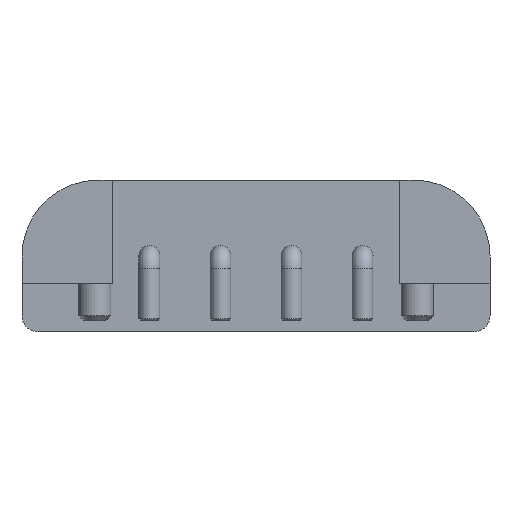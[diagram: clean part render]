
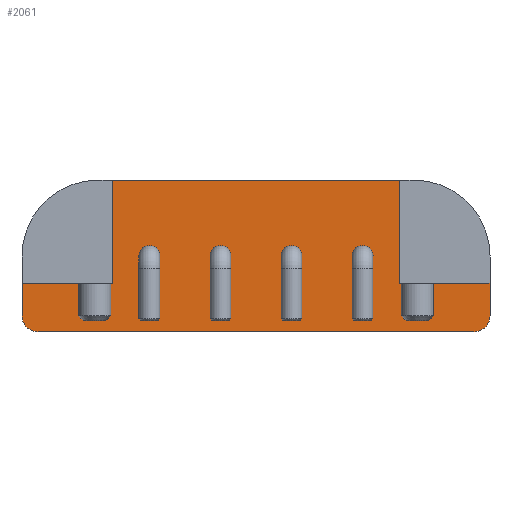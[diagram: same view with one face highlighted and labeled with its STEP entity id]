
A CAD part, front view. The second image highlights one B-rep face of the part: STEP entity #2061.
In plain terms, the highlighted planar face has unit normal (0, -1, 0).
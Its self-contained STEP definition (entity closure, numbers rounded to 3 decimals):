
#80=FACE_BOUND('',#488,.T.);
#81=FACE_BOUND('',#489,.T.);
#82=FACE_BOUND('',#490,.T.);
#83=FACE_BOUND('',#491,.T.);
#144=PLANE('',#2367);
#323=FACE_OUTER_BOUND('',#487,.T.);
#487=EDGE_LOOP('',(#1871,#1872,#1873,#1874,#1875,#1876,#1877,#1878,#1879,
#1880));
#488=EDGE_LOOP('',(#1881));
#489=EDGE_LOOP('',(#1882));
#490=EDGE_LOOP('',(#1883));
#491=EDGE_LOOP('',(#1884));
#617=LINE('',#3699,#763);
#620=LINE('',#3705,#766);
#627=LINE('',#3721,#773);
#630=LINE('',#3727,#776);
#637=LINE('',#3738,#783);
#639=LINE('',#3744,#785);
#640=LINE('',#3748,#786);
#641=LINE('',#3749,#787);
#763=VECTOR('',#2999,1000.);
#766=VECTOR('',#3004,1000.);
#773=VECTOR('',#3017,1000.);
#776=VECTOR('',#3022,1000.);
#783=VECTOR('',#3033,1000.);
#785=VECTOR('',#3041,1000.);
#786=VECTOR('',#3048,1000.);
#787=VECTOR('',#3049,1000.);
#875=CIRCLE('',#2284,0.325);
#877=CIRCLE('',#2288,0.325);
#879=CIRCLE('',#2292,0.325);
#881=CIRCLE('',#2296,0.325);
#913=CIRCLE('',#2368,0.5);
#914=CIRCLE('',#2369,0.5);
#1016=VERTEX_POINT('',#3534);
#1018=VERTEX_POINT('',#3541);
#1020=VERTEX_POINT('',#3548);
#1022=VERTEX_POINT('',#3555);
#1067=VERTEX_POINT('',#3696);
#1068=VERTEX_POINT('',#3698);
#1069=VERTEX_POINT('',#3702);
#1070=VERTEX_POINT('',#3704);
#1076=VERTEX_POINT('',#3720);
#1077=VERTEX_POINT('',#3725);
#1078=VERTEX_POINT('',#3726);
#1079=VERTEX_POINT('',#3732);
#1080=VERTEX_POINT('',#3736);
#1081=VERTEX_POINT('',#3742);
#1251=EDGE_CURVE('',#1016,#1016,#875,.T.);
#1254=EDGE_CURVE('',#1018,#1018,#877,.T.);
#1257=EDGE_CURVE('',#1020,#1020,#879,.T.);
#1260=EDGE_CURVE('',#1022,#1022,#881,.T.);
#1327=EDGE_CURVE('',#1068,#1067,#617,.T.);
#1330=EDGE_CURVE('',#1070,#1069,#620,.T.);
#1338=EDGE_CURVE('',#1076,#1068,#627,.T.);
#1341=EDGE_CURVE('',#1077,#1078,#630,.T.);
#1348=EDGE_CURVE('',#1080,#1079,#637,.T.);
#1350=EDGE_CURVE('',#1081,#1070,#639,.T.);
#1351=EDGE_CURVE('',#1069,#1077,#913,.T.);
#1352=EDGE_CURVE('',#1078,#1076,#914,.T.);
#1353=EDGE_CURVE('',#1079,#1067,#640,.T.);
#1354=EDGE_CURVE('',#1080,#1081,#641,.T.);
#1871=ORIENTED_EDGE('',*,*,#1330,.T.);
#1872=ORIENTED_EDGE('',*,*,#1351,.T.);
#1873=ORIENTED_EDGE('',*,*,#1341,.T.);
#1874=ORIENTED_EDGE('',*,*,#1352,.T.);
#1875=ORIENTED_EDGE('',*,*,#1338,.T.);
#1876=ORIENTED_EDGE('',*,*,#1327,.T.);
#1877=ORIENTED_EDGE('',*,*,#1353,.F.);
#1878=ORIENTED_EDGE('',*,*,#1348,.F.);
#1879=ORIENTED_EDGE('',*,*,#1354,.T.);
#1880=ORIENTED_EDGE('',*,*,#1350,.T.);
#1881=ORIENTED_EDGE('',*,*,#1251,.T.);
#1882=ORIENTED_EDGE('',*,*,#1254,.T.);
#1883=ORIENTED_EDGE('',*,*,#1257,.T.);
#1884=ORIENTED_EDGE('',*,*,#1260,.T.);
#2061=ADVANCED_FACE('',(#323,#80,#81,#82,#83),#144,.T.);
#2284=AXIS2_PLACEMENT_3D('',#3535,#2814,#2815);
#2288=AXIS2_PLACEMENT_3D('',#3542,#2823,#2824);
#2292=AXIS2_PLACEMENT_3D('',#3549,#2832,#2833);
#2296=AXIS2_PLACEMENT_3D('',#3556,#2841,#2842);
#2367=AXIS2_PLACEMENT_3D('',#3745,#3042,#3043);
#2368=AXIS2_PLACEMENT_3D('',#3746,#3044,#3045);
#2369=AXIS2_PLACEMENT_3D('',#3747,#3046,#3047);
#2814=DIRECTION('center_axis',(0.,1.,0.));
#2815=DIRECTION('ref_axis',(0.,0.,
1.));
#2823=DIRECTION('center_axis',(0.,1.,0.));
#2824=DIRECTION('ref_axis',(0.,0.,
1.));
#2832=DIRECTION('center_axis',(0.,1.,0.));
#2833=DIRECTION('ref_axis',(0.,0.,
1.));
#2841=DIRECTION('center_axis',(0.,1.,0.));
#2842=DIRECTION('ref_axis',(0.,0.,
1.));
#2999=DIRECTION('',(-1.,0.,0.));
#3004=DIRECTION('',(0.,0.,-1.));
#3017=DIRECTION('',(0.,0.,1.));
#3022=DIRECTION('',(1.,0.,0.));
#3033=DIRECTION('',(1.,0.,0.));
#3041=DIRECTION('',(-1.,0.,0.));
#3042=DIRECTION('center_axis',(0.,-1.,0.));
#3043=DIRECTION('ref_axis',(1.,0.,0.));
#3044=DIRECTION('center_axis',(0.,-1.,0.));
#3045=DIRECTION('ref_axis',(1.,0.,0.));
#3046=DIRECTION('center_axis',(0.,-1.,0.));
#3047=DIRECTION('ref_axis',(1.,0.,0.));
#3048=DIRECTION('',(0.,0.,-1.));
#3049=DIRECTION('',(0.,0.,-1.));
#3534=CARTESIAN_POINT('',(-42.125,4.2,1.675));
#3535=CARTESIAN_POINT('Origin',(-42.125,4.2,2.));
#3541=CARTESIAN_POINT('',(-39.925,4.2,1.675));
#3542=CARTESIAN_POINT('Origin',(-39.925,4.2,2.));
#3548=CARTESIAN_POINT('',(-37.725,4.2,1.675));
#3549=CARTESIAN_POINT('Origin',(-37.725,4.2,2.));
#3555=CARTESIAN_POINT('',(-35.525,4.2,1.675));
#3556=CARTESIAN_POINT('Origin',(-35.525,4.2,2.));
#3696=CARTESIAN_POINT('',(-34.375,4.2,1.15));
#3698=CARTESIAN_POINT('',(-31.575,4.2,1.15));
#3699=CARTESIAN_POINT('',(-31.325,4.2,1.15));
#3702=CARTESIAN_POINT('',(-46.075,4.2,0.15));
#3704=CARTESIAN_POINT('',(-46.075,4.2,1.15));
#3705=CARTESIAN_POINT('',(-46.075,4.2,4.35));
#3720=CARTESIAN_POINT('',(-31.575,4.2,0.15));
#3721=CARTESIAN_POINT('',(-31.575,4.2,4.35));
#3725=CARTESIAN_POINT('',(-45.575,4.2,-0.35));
#3726=CARTESIAN_POINT('',(-32.075,4.2,-0.35));
#3727=CARTESIAN_POINT('',(-38.825,4.2,-0.35));
#3732=CARTESIAN_POINT('',(-34.375,4.2,4.35));
#3736=CARTESIAN_POINT('',(-43.275,4.2,4.35));
#3738=CARTESIAN_POINT('',(-34.375,4.2,4.35));
#3742=CARTESIAN_POINT('',(-43.275,4.2,1.15));
#3744=CARTESIAN_POINT('',(-31.325,4.2,1.15));
#3745=CARTESIAN_POINT('Origin',(-31.325,4.2,1.15));
#3746=CARTESIAN_POINT('Origin',(-45.575,4.2,0.15));
#3747=CARTESIAN_POINT('Origin',(-32.075,4.2,0.15));
#3748=CARTESIAN_POINT('',(-34.375,4.2,4.35));
#3749=CARTESIAN_POINT('',(-43.275,4.2,4.35));
